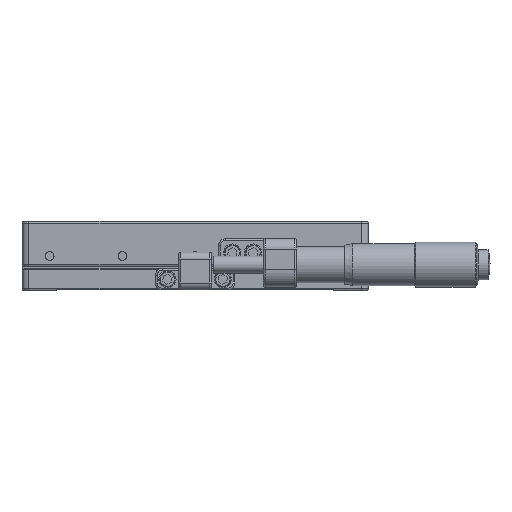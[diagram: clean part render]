
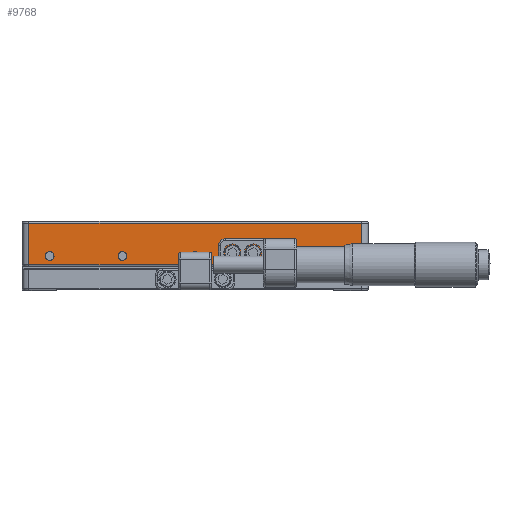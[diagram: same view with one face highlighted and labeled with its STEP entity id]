
A CAD part, left-side view. The second image highlights one B-rep face of the part: STEP entity #9768.
In plain terms, the highlighted planar face has unit normal (-1, 0, 0).
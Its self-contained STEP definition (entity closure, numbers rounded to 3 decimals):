
#140 = ORIENTED_EDGE ( 'NONE', *, *, #4892, .T. ) ;
#353 = DIRECTION ( 'NONE',  ( -1., 0., 0. ) ) ;
#452 = AXIS2_PLACEMENT_3D ( 'NONE', #20088, #5031, #10157 ) ;
#660 = DIRECTION ( 'NONE',  ( 0., 0., 1. ) ) ;
#1011 = ORIENTED_EDGE ( 'NONE', *, *, #8099, .T. ) ;
#1160 = DIRECTION ( 'NONE',  ( 0., 0., 1. ) ) ;
#1450 = EDGE_CURVE ( 'NONE', #19223, #19223, #5906, .T. ) ;
#1929 = EDGE_LOOP ( 'NONE', ( #4167 ) ) ;
#1967 = DIRECTION ( 'NONE',  ( 0., 0., -1. ) ) ;
#2148 = CARTESIAN_POINT ( 'NONE',  ( -50., -48., 7.5 ) ) ;
#2383 = CARTESIAN_POINT ( 'NONE',  ( -50., 0., 11.25 ) ) ;
#2411 = VERTEX_POINT ( 'NONE', #12541 ) ;
#2776 = FACE_BOUND ( 'NONE', #10401, .T. ) ;
#2824 = CARTESIAN_POINT ( 'NONE',  ( -50., 50., 19.5 ) ) ;
#2879 = LINE ( 'NONE', #14372, #9236 ) ;
#2955 = CARTESIAN_POINT ( 'NONE',  ( -50., 42., 11.25 ) ) ;
#3603 = FACE_BOUND ( 'NONE', #26113, .T. ) ;
#3677 = VERTEX_POINT ( 'NONE', #29621 ) ;
#3756 = VECTOR ( 'NONE', #22824, 1000. ) ;
#4167 = ORIENTED_EDGE ( 'NONE', *, *, #20467, .F. ) ;
#4262 = EDGE_CURVE ( 'NONE', #7651, #7651, #16926, .T. ) ;
#4375 = FACE_BOUND ( 'NONE', #6075, .T. ) ;
#4892 = EDGE_CURVE ( 'NONE', #3677, #13712, #2879, .T. ) ;
#4927 = PLANE ( 'NONE',  #8880 ) ;
#4940 = LINE ( 'NONE', #13713, #31716 ) ;
#5031 = DIRECTION ( 'NONE',  ( -1., 0., 0. ) ) ;
#5227 = DIRECTION ( 'NONE',  ( -1., 0., 0. ) ) ;
#5357 = DIRECTION ( 'NONE',  ( 1., 0., 0. ) ) ;
#5570 = ORIENTED_EDGE ( 'NONE', *, *, #4262, .F. ) ;
#5906 = CIRCLE ( 'NONE', #29390, 1.25 ) ;
#6075 = EDGE_LOOP ( 'NONE', ( #5570 ) ) ;
#6764 = DIRECTION ( 'NONE',  ( 0., 0., 1. ) ) ;
#6863 = CARTESIAN_POINT ( 'NONE',  ( -50., -16.75, 12.25 ) ) ;
#6989 = EDGE_CURVE ( 'NONE', #25598, #25598, #11076, .T. ) ;
#7148 = FACE_BOUND ( 'NONE', #33148, .T. ) ;
#7522 = EDGE_CURVE ( 'NONE', #28389, #28389, #14562, .T. ) ;
#7651 = VERTEX_POINT ( 'NONE', #9103 ) ;
#8099 = EDGE_CURVE ( 'NONE', #13712, #14665, #18130, .T. ) ;
#8210 = AXIS2_PLACEMENT_3D ( 'NONE', #25230, #9942, #660 ) ;
#8349 = ORIENTED_EDGE ( 'NONE', *, *, #14753, .F. ) ;
#8734 = CARTESIAN_POINT ( 'NONE',  ( -50., 21., 10. ) ) ;
#8880 = AXIS2_PLACEMENT_3D ( 'NONE', #18066, #5357, #17632 ) ;
#9103 = CARTESIAN_POINT ( 'NONE',  ( -50., 21., 11.25 ) ) ;
#9236 = VECTOR ( 'NONE', #1967, 1000. ) ;
#9768 = ADVANCED_FACE ( 'NONE', ( #30768, #4375, #20735, #3603, #2776, #22351, #13949, #7148 ), #4927, .F. ) ;
#9942 = DIRECTION ( 'NONE',  ( -1., 0., 0. ) ) ;
#10157 = DIRECTION ( 'NONE',  ( 0., 0., 1. ) ) ;
#10401 = EDGE_LOOP ( 'NONE', ( #29867 ) ) ;
#10411 = DIRECTION ( 'NONE',  ( 0., 0., 1. ) ) ;
#11052 = AXIS2_PLACEMENT_3D ( 'NONE', #26952, #27056, #6764 ) ;
#11076 = CIRCLE ( 'NONE', #452, 1.25 ) ;
#11320 = DIRECTION ( 'NONE',  ( 0., 0., 1. ) ) ;
#11536 = ORIENTED_EDGE ( 'NONE', *, *, #7522, .F. ) ;
#12037 = ORIENTED_EDGE ( 'NONE', *, *, #20191, .F. ) ;
#12403 = VECTOR ( 'NONE', #23576, 1000. ) ;
#12541 = CARTESIAN_POINT ( 'NONE',  ( -50., -21., 11.25 ) ) ;
#13116 = CARTESIAN_POINT ( 'NONE',  ( -50., -48., 7.5 ) ) ;
#13486 = ORIENTED_EDGE ( 'NONE', *, *, #32806, .T. ) ;
#13603 = DIRECTION ( 'NONE',  ( 0., 0., 1. ) ) ;
#13712 = VERTEX_POINT ( 'NONE', #29838 ) ;
#13713 = CARTESIAN_POINT ( 'NONE',  ( -50., -48., 7. ) ) ;
#13949 = FACE_OUTER_BOUND ( 'NONE', #19250, .T. ) ;
#14088 = DIRECTION ( 'NONE',  ( -1., 0., 0. ) ) ;
#14372 = CARTESIAN_POINT ( 'NONE',  ( -50., 48., 7. ) ) ;
#14562 = CIRCLE ( 'NONE', #24853, 1.25 ) ;
#14665 = VERTEX_POINT ( 'NONE', #13116 ) ;
#14753 = EDGE_CURVE ( 'NONE', #2411, #2411, #25926, .T. ) ;
#15242 = DIRECTION ( 'NONE',  ( 0., 0., 1. ) ) ;
#16445 = DIRECTION ( 'NONE',  ( -1., 0., 0. ) ) ;
#16926 = CIRCLE ( 'NONE', #30772, 1.25 ) ;
#17609 = CARTESIAN_POINT ( 'NONE',  ( -50., 0., 10. ) ) ;
#17632 = DIRECTION ( 'NONE',  ( 0., -1., 0. ) ) ;
#18066 = CARTESIAN_POINT ( 'NONE',  ( -50., 50., 7. ) ) ;
#18130 = LINE ( 'NONE', #2148, #3756 ) ;
#18709 = CIRCLE ( 'NONE', #30262, 1.25 ) ;
#19223 = VERTEX_POINT ( 'NONE', #6863 ) ;
#19250 = EDGE_LOOP ( 'NONE', ( #140, #1011, #13486, #31490 ) ) ;
#20002 = LINE ( 'NONE', #2824, #12403 ) ;
#20088 = CARTESIAN_POINT ( 'NONE',  ( -50., -42., 10. ) ) ;
#20191 = EDGE_CURVE ( 'NONE', #26372, #26372, #18709, .T. ) ;
#20249 = CARTESIAN_POINT ( 'NONE',  ( -50., -42., 11.25 ) ) ;
#20467 = EDGE_CURVE ( 'NONE', #20784, #20784, #33096, .T. ) ;
#20735 = FACE_BOUND ( 'NONE', #26728, .T. ) ;
#20784 = VERTEX_POINT ( 'NONE', #31002 ) ;
#22351 = FACE_BOUND ( 'NONE', #1929, .T. ) ;
#22824 = DIRECTION ( 'NONE',  ( 0., -1., 0. ) ) ;
#23124 = CARTESIAN_POINT ( 'NONE',  ( -50., -16.75, 11. ) ) ;
#23576 = DIRECTION ( 'NONE',  ( 0., 1., 0. ) ) ;
#24853 = AXIS2_PLACEMENT_3D ( 'NONE', #17609, #5227, #15242 ) ;
#25058 = CARTESIAN_POINT ( 'NONE',  ( -50., -48., 19.5 ) ) ;
#25230 = CARTESIAN_POINT ( 'NONE',  ( -50., -10.75, 11. ) ) ;
#25598 = VERTEX_POINT ( 'NONE', #20249 ) ;
#25926 = CIRCLE ( 'NONE', #11052, 1.25 ) ;
#26113 = EDGE_LOOP ( 'NONE', ( #8349 ) ) ;
#26372 = VERTEX_POINT ( 'NONE', #2955 ) ;
#26728 = EDGE_LOOP ( 'NONE', ( #12037 ) ) ;
#26952 = CARTESIAN_POINT ( 'NONE',  ( -50., -21., 10. ) ) ;
#27056 = DIRECTION ( 'NONE',  ( -1., 0., 0. ) ) ;
#28389 = VERTEX_POINT ( 'NONE', #2383 ) ;
#28756 = VERTEX_POINT ( 'NONE', #25058 ) ;
#28800 = ORIENTED_EDGE ( 'NONE', *, *, #6989, .F. ) ;
#29279 = EDGE_CURVE ( 'NONE', #28756, #3677, #20002, .T. ) ;
#29390 = AXIS2_PLACEMENT_3D ( 'NONE', #23124, #353, #10411 ) ;
#29621 = CARTESIAN_POINT ( 'NONE',  ( -50., 48., 19.5 ) ) ;
#29838 = CARTESIAN_POINT ( 'NONE',  ( -50., 48., 7.5 ) ) ;
#29867 = ORIENTED_EDGE ( 'NONE', *, *, #1450, .F. ) ;
#30262 = AXIS2_PLACEMENT_3D ( 'NONE', #31788, #16445, #1160 ) ;
#30768 = FACE_BOUND ( 'NONE', #33085, .T. ) ;
#30772 = AXIS2_PLACEMENT_3D ( 'NONE', #8734, #14088, #11320 ) ;
#31002 = CARTESIAN_POINT ( 'NONE',  ( -50., -10.75, 12.25 ) ) ;
#31490 = ORIENTED_EDGE ( 'NONE', *, *, #29279, .T. ) ;
#31716 = VECTOR ( 'NONE', #13603, 1000. ) ;
#31788 = CARTESIAN_POINT ( 'NONE',  ( -50., 42., 10. ) ) ;
#32806 = EDGE_CURVE ( 'NONE', #14665, #28756, #4940, .T. ) ;
#33085 = EDGE_LOOP ( 'NONE', ( #28800 ) ) ;
#33096 = CIRCLE ( 'NONE', #8210, 1.25 ) ;
#33148 = EDGE_LOOP ( 'NONE', ( #11536 ) ) ;
